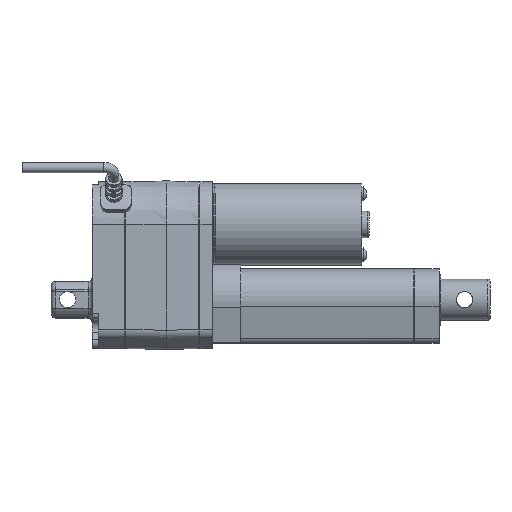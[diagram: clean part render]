
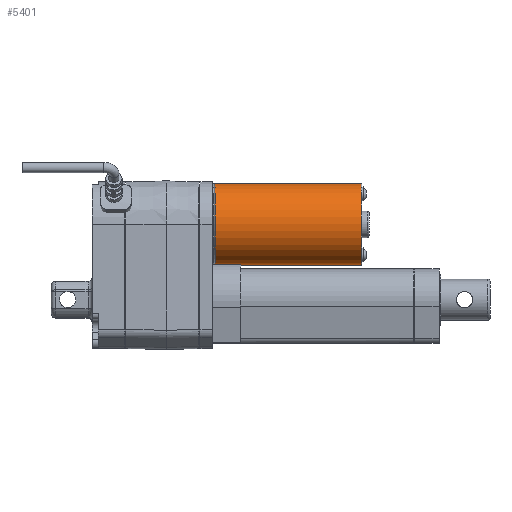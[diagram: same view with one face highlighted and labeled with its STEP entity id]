
A CAD part, top view. The second image highlights one B-rep face of the part: STEP entity #5401.
In plain terms, the highlighted cylindrical face has radius 20 mm (diameter 40 mm), a full revolution.
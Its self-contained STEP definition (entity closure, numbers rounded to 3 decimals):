
#225=CYLINDRICAL_SURFACE('',#5994,20.);
#492=CIRCLE('',#5993,20.);
#493=CIRCLE('',#5995,20.);
#1801=ORIENTED_EDGE('',*,*,#2691,.T.);
#1802=ORIENTED_EDGE('',*,*,#2690,.T.);
#2690=EDGE_CURVE('',#3243,#3243,#492,.T.);
#2691=EDGE_CURVE('',#3244,#3244,#493,.F.);
#3243=VERTEX_POINT('',#9417);
#3244=VERTEX_POINT('',#9420);
#4475=EDGE_LOOP('',(#1801));
#4476=EDGE_LOOP('',(#1802));
#4884=FACE_BOUND('',#4475,.T.);
#4885=FACE_BOUND('',#4476,.T.);
#5401=ADVANCED_FACE('',(#4884,#4885),#225,.T.);
#5993=AXIS2_PLACEMENT_3D('',#9416,#7446,#7447);
#5994=AXIS2_PLACEMENT_3D('',#9418,#7448,#7449);
#5995=AXIS2_PLACEMENT_3D('',#9419,#7450,#7451);
#7446=DIRECTION('',(0.,0.,1.));
#7447=DIRECTION('',(1.,0.,0.));
#7448=DIRECTION('',(0.,0.,1.));
#7449=DIRECTION('',(1.,0.,0.));
#7450=DIRECTION('',(0.,0.,1.));
#7451=DIRECTION('',(1.,0.,0.));
#9416=CARTESIAN_POINT('',(0.,37.,-132.3));
#9417=CARTESIAN_POINT('',(20.,37.,-132.3));
#9418=CARTESIAN_POINT('',(0.,37.,-132.6));
#9419=CARTESIAN_POINT('',(0.,37.,-60.5));
#9420=CARTESIAN_POINT('',(20.,37.,-60.5));
